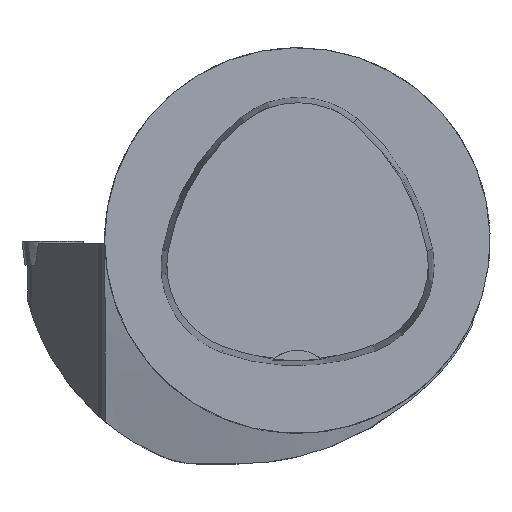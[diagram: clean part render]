
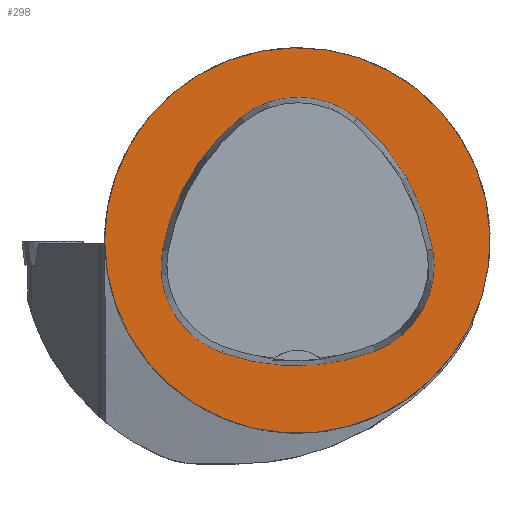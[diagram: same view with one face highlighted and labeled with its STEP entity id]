
A CAD part, top view. The second image highlights one B-rep face of the part: STEP entity #298.
In plain terms, the highlighted planar face has unit normal (0, 0, 1).
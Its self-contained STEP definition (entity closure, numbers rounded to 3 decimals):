
#298=ADVANCED_FACE('',(#381,#382),#337,.T.);
#337=PLANE('',#1110);
#381=FACE_BOUND('',#430,.T.);
#382=FACE_BOUND('',#431,.T.);
#430=EDGE_LOOP('',(#599,#600,#601,#602,#603,#604));
#431=EDGE_LOOP('',(#605));
#599=ORIENTED_EDGE('',*,*,#887,.T.);
#600=ORIENTED_EDGE('',*,*,#867,.T.);
#601=ORIENTED_EDGE('',*,*,#871,.T.);
#602=ORIENTED_EDGE('',*,*,#874,.T.);
#603=ORIENTED_EDGE('',*,*,#877,.T.);
#604=ORIENTED_EDGE('',*,*,#885,.T.);
#605=ORIENTED_EDGE('',*,*,#832,.F.);
#743=VERTEX_POINT('',#1650);
#770=VERTEX_POINT('',#1759);
#771=VERTEX_POINT('',#1760);
#774=VERTEX_POINT('',#1768);
#776=VERTEX_POINT('',#1774);
#778=VERTEX_POINT('',#1780);
#785=VERTEX_POINT('',#1801);
#832=EDGE_CURVE('',#743,#743,#926,.T.);
#867=EDGE_CURVE('',#770,#771,#933,.T.);
#871=EDGE_CURVE('',#771,#774,#935,.T.);
#874=EDGE_CURVE('',#774,#776,#937,.T.);
#877=EDGE_CURVE('',#776,#778,#939,.T.);
#885=EDGE_CURVE('',#778,#785,#943,.T.);
#887=EDGE_CURVE('',#785,#770,#945,.T.);
#926=CIRCLE('',#1066,31.5);
#933=CIRCLE('',#1088,36.);
#935=CIRCLE('',#1091,15.);
#937=CIRCLE('',#1094,36.);
#939=CIRCLE('',#1097,15.);
#943=CIRCLE('',#1102,36.);
#945=CIRCLE('',#1105,15.);
#1066=AXIS2_PLACEMENT_3D('',#1649,#1235,#1236);
#1088=AXIS2_PLACEMENT_3D('',#1758,#1289,#1290);
#1091=AXIS2_PLACEMENT_3D('',#1767,#1297,#1298);
#1094=AXIS2_PLACEMENT_3D('',#1773,#1304,#1305);
#1097=AXIS2_PLACEMENT_3D('',#1779,#1311,#1312);
#1102=AXIS2_PLACEMENT_3D('',#1802,#1323,#1324);
#1105=AXIS2_PLACEMENT_3D('',#1805,#1329,#1330);
#1110=AXIS2_PLACEMENT_3D('',#1810,#1339,#1340);
#1235=DIRECTION('',(0.,0.,-1.));
#1236=DIRECTION('',(-1.,0.,0.));
#1289=DIRECTION('',(0.,0.,-1.));
#1290=DIRECTION('',(-1.,0.,0.));
#1297=DIRECTION('',(0.,0.,-1.));
#1298=DIRECTION('',(-1.,0.,0.));
#1304=DIRECTION('',(0.,0.,-1.));
#1305=DIRECTION('',(-1.,0.,0.));
#1311=DIRECTION('',(0.,0.,-1.));
#1312=DIRECTION('',(-1.,0.,0.));
#1323=DIRECTION('',(0.,0.,-1.));
#1324=DIRECTION('',(-1.,0.,0.));
#1329=DIRECTION('',(0.,0.,-1.));
#1330=DIRECTION('',(-1.,0.,0.));
#1339=DIRECTION('',(0.,0.,1.));
#1340=DIRECTION('',(1.,0.,0.));
#1649=CARTESIAN_POINT('',(0.,0.,0.));
#1650=CARTESIAN_POINT('',(-31.5,0.,0.));
#1758=CARTESIAN_POINT('',(13.398,-7.893,0.));
#1759=CARTESIAN_POINT('',(-22.041,-1.562,0.));
#1760=CARTESIAN_POINT('',(-9.317,20.036,0.));
#1767=CARTESIAN_POINT('',(0.148,8.399,0.));
#1768=CARTESIAN_POINT('',(9.779,19.898,0.));
#1773=CARTESIAN_POINT('',(-13.337,-7.7,0.));
#1774=CARTESIAN_POINT('',(22.122,-1.48,0.));
#1779=CARTESIAN_POINT('',(7.347,-4.071,0.));
#1780=CARTESIAN_POINT('',(12.693,-18.087,0.));
#1801=CARTESIAN_POINT('',(-12.373,-18.307,0.));
#1802=CARTESIAN_POINT('',(-0.137,15.55,0.));
#1805=CARTESIAN_POINT('',(-7.275,-4.2,0.));
#1810=CARTESIAN_POINT('',(0.,0.,0.));
